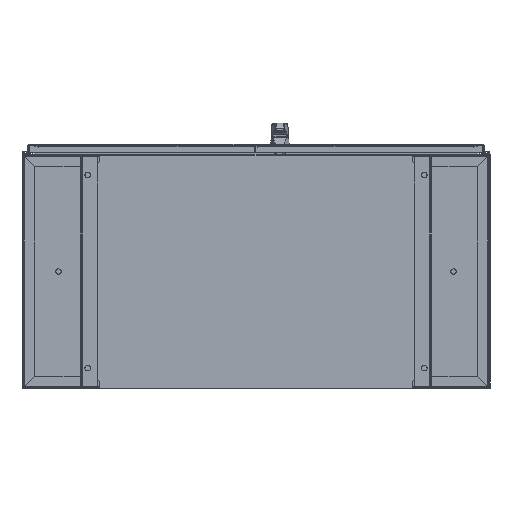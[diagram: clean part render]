
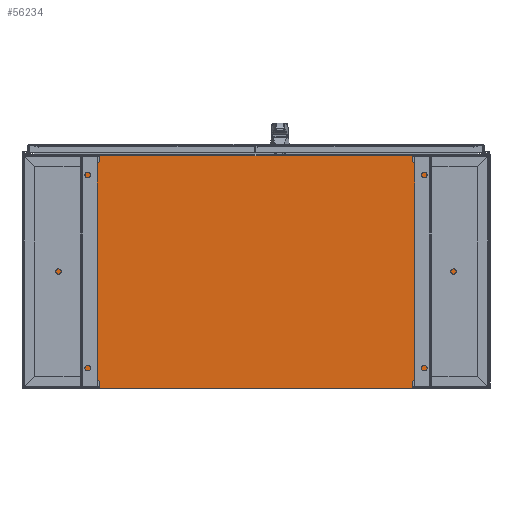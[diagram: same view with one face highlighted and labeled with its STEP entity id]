
A CAD part, front view. The second image highlights one B-rep face of the part: STEP entity #56234.
In plain terms, the highlighted planar face has unit normal (0, -1, 0).
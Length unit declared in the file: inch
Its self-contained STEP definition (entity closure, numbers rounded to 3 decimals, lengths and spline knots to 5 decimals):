
#1975 = CARTESIAN_POINT ( 'NONE',  ( 23.9688, -0.0937, 0.0937 ) ) ;
#2310 = LINE ( 'NONE', #64396, #28024 ) ;
#3022 = EDGE_CURVE ( 'NONE', #66977, #21077, #2310, .T. ) ;
#4118 = FACE_OUTER_BOUND ( 'NONE', #62563, .T. ) ;
#5146 = LINE ( 'NONE', #48169, #14085 ) ;
#6493 = EDGE_CURVE ( 'NONE', #21077, #91774, #51186, .T. ) ;
#9852 = CARTESIAN_POINT ( 'NONE',  ( 0., -0.0937, 12.10935 ) ) ;
#10074 = ORIENTED_EDGE ( 'NONE', *, *, #6493, .F. ) ;
#11708 = AXIS2_PLACEMENT_3D ( 'NONE', #42845, #21632, #28812 ) ;
#14085 = VECTOR ( 'NONE', #84242, 39.37008 ) ;
#20291 = EDGE_CURVE ( 'NONE', #51052, #66977, #5146, .T. ) ;
#21077 = VERTEX_POINT ( 'NONE', #77593 ) ;
#21632 = DIRECTION ( 'NONE',  ( 0., 1., 0. ) ) ;
#23880 = DIRECTION ( 'NONE',  ( 0., 0., 1. ) ) ;
#28024 = VECTOR ( 'NONE', #75990, 39.37008 ) ;
#28812 = DIRECTION ( 'NONE',  ( -1., 0., 0. ) ) ;
#37885 = DIRECTION ( 'NONE',  ( -1., 0., 0. ) ) ;
#42845 = CARTESIAN_POINT ( 'NONE',  ( 23.9688, -0.0937, 12.10935 ) ) ;
#43953 = VECTOR ( 'NONE', #23880, 39.37008 ) ;
#44003 = EDGE_CURVE ( 'NONE', #91774, #51052, #81805, .T. ) ;
#48169 = CARTESIAN_POINT ( 'NONE',  ( 23.9688, -0.0937, 24.00005 ) ) ;
#50919 = CARTESIAN_POINT ( 'NONE',  ( 0., -0.0937, 24.00005 ) ) ;
#51052 = VERTEX_POINT ( 'NONE', #50919 ) ;
#51186 = LINE ( 'NONE', #1975, #67909 ) ;
#56234 = ADVANCED_FACE ( 'NONE', ( #4118 ), #64632, .F. ) ;
#60592 = ORIENTED_EDGE ( 'NONE', *, *, #44003, .F. ) ;
#62455 = CARTESIAN_POINT ( 'NONE',  ( 47.9376, -0.0937, 24.00005 ) ) ;
#62563 = EDGE_LOOP ( 'NONE', ( #60592, #10074, #65508, #67741 ) ) ;
#64396 = CARTESIAN_POINT ( 'NONE',  ( 47.9376, -0.0937, 12.10935 ) ) ;
#64632 = PLANE ( 'NONE',  #11708 ) ;
#65508 = ORIENTED_EDGE ( 'NONE', *, *, #3022, .F. ) ;
#66977 = VERTEX_POINT ( 'NONE', #62455 ) ;
#67741 = ORIENTED_EDGE ( 'NONE', *, *, #20291, .F. ) ;
#67909 = VECTOR ( 'NONE', #37885, 39.37008 ) ;
#68835 = CARTESIAN_POINT ( 'NONE',  ( 0., -0.0937, 0.0937 ) ) ;
#75990 = DIRECTION ( 'NONE',  ( 0., 0., -1. ) ) ;
#77593 = CARTESIAN_POINT ( 'NONE',  ( 47.9376, -0.0937, 0.0937 ) ) ;
#81805 = LINE ( 'NONE', #9852, #43953 ) ;
#84242 = DIRECTION ( 'NONE',  ( 1., 0., 0. ) ) ;
#91774 = VERTEX_POINT ( 'NONE', #68835 ) ;
